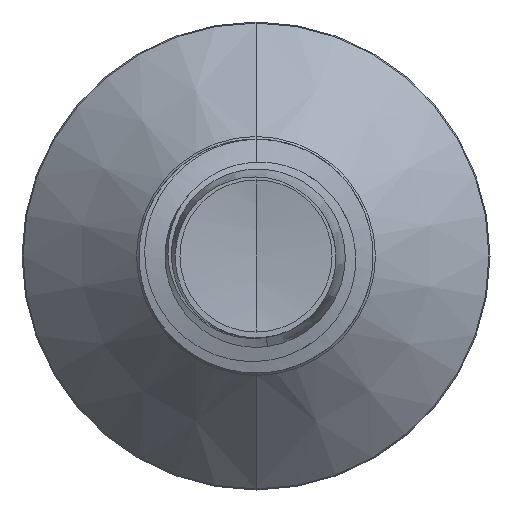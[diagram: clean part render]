
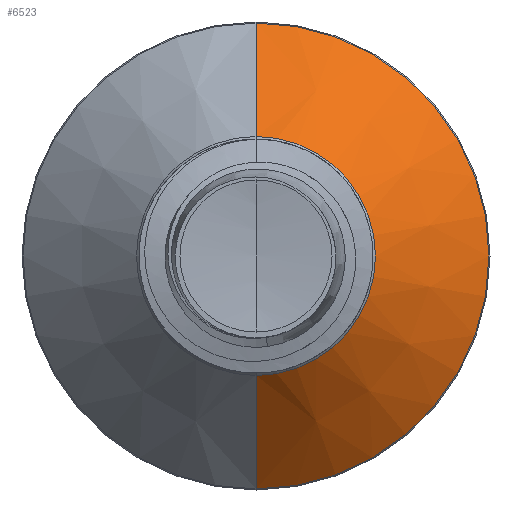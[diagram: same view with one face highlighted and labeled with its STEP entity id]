
A CAD part, front view. The second image highlights one B-rep face of the part: STEP entity #6523.
In plain terms, the highlighted conical face has half-angle 45 degrees and reference radius 2.042 mm.
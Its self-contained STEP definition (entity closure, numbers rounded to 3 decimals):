
#138 = VERTEX_POINT ( 'NONE', #2043 ) ;
#757 = DIRECTION ( 'NONE',  ( 0., 1., 0. ) ) ;
#880 = VECTOR ( 'NONE', #5616, 1000. ) ;
#887 = EDGE_CURVE ( 'NONE', #138, #3312, #6343, .T. ) ;
#2043 = CARTESIAN_POINT ( 'NONE',  ( 0., 3.342, -2.042 ) ) ;
#2520 = CARTESIAN_POINT ( 'NONE',  ( 0., 3.342, 2.042 ) ) ;
#2702 = AXIS2_PLACEMENT_3D ( 'NONE', #10304, #4564, #11242 ) ;
#2896 = ORIENTED_EDGE ( 'NONE', *, *, #7651, .T. ) ;
#2998 = DIRECTION ( 'NONE',  ( 0., 1., 0. ) ) ;
#3312 = VERTEX_POINT ( 'NONE', #9174 ) ;
#3363 = AXIS2_PLACEMENT_3D ( 'NONE', #12356, #757, #7650 ) ;
#4141 = ORIENTED_EDGE ( 'NONE', *, *, #9238, .F. ) ;
#4564 = DIRECTION ( 'NONE',  ( 0., 1., 0. ) ) ;
#5616 = DIRECTION ( 'NONE',  ( 0., 0.707, 0.707 ) ) ;
#5720 = CIRCLE ( 'NONE', #5740, 2.042 ) ;
#5740 = AXIS2_PLACEMENT_3D ( 'NONE', #8800, #2998, #9753 ) ;
#6085 = CARTESIAN_POINT ( 'NONE',  ( 0., 3.342, -2.042 ) ) ;
#6292 = EDGE_CURVE ( 'NONE', #11415, #3312, #7452, .T. ) ;
#6343 = LINE ( 'NONE', #6085, #9183 ) ;
#6398 = ORIENTED_EDGE ( 'NONE', *, *, #6292, .F. ) ;
#6523 = ADVANCED_FACE ( 'NONE', ( #11075 ), #9656, .T. ) ;
#6681 = CARTESIAN_POINT ( 'NONE',  ( 0., 5.282, 3.982 ) ) ;
#7433 = CARTESIAN_POINT ( 'NONE',  ( 0., 3.342, 2.042 ) ) ;
#7452 = CIRCLE ( 'NONE', #2702, 3.982 ) ;
#7650 = DIRECTION ( 'NONE',  ( 0., 0., 1. ) ) ;
#7651 = EDGE_CURVE ( 'NONE', #9063, #138, #5720, .T. ) ;
#8563 = LINE ( 'NONE', #2520, #880 ) ;
#8571 = DIRECTION ( 'NONE',  ( 0., 0.707, -0.707 ) ) ;
#8650 = ORIENTED_EDGE ( 'NONE', *, *, #887, .T. ) ;
#8800 = CARTESIAN_POINT ( 'NONE',  ( 0., 3.342, 0. ) ) ;
#9063 = VERTEX_POINT ( 'NONE', #7433 ) ;
#9174 = CARTESIAN_POINT ( 'NONE',  ( 0., 5.282, -3.982 ) ) ;
#9183 = VECTOR ( 'NONE', #8571, 1000. ) ;
#9238 = EDGE_CURVE ( 'NONE', #9063, #11415, #8563, .T. ) ;
#9656 = CONICAL_SURFACE ( 'NONE', #3363, 2.042, 0.785 ) ;
#9753 = DIRECTION ( 'NONE',  ( 0., 0., 1. ) ) ;
#10304 = CARTESIAN_POINT ( 'NONE',  ( 0., 5.282, 0. ) ) ;
#11075 = FACE_OUTER_BOUND ( 'NONE', #11901, .T. ) ;
#11242 = DIRECTION ( 'NONE',  ( 0., 0., 1. ) ) ;
#11415 = VERTEX_POINT ( 'NONE', #6681 ) ;
#11901 = EDGE_LOOP ( 'NONE', ( #2896, #8650, #6398, #4141 ) ) ;
#12356 = CARTESIAN_POINT ( 'NONE',  ( 0., 3.342, 0. ) ) ;
